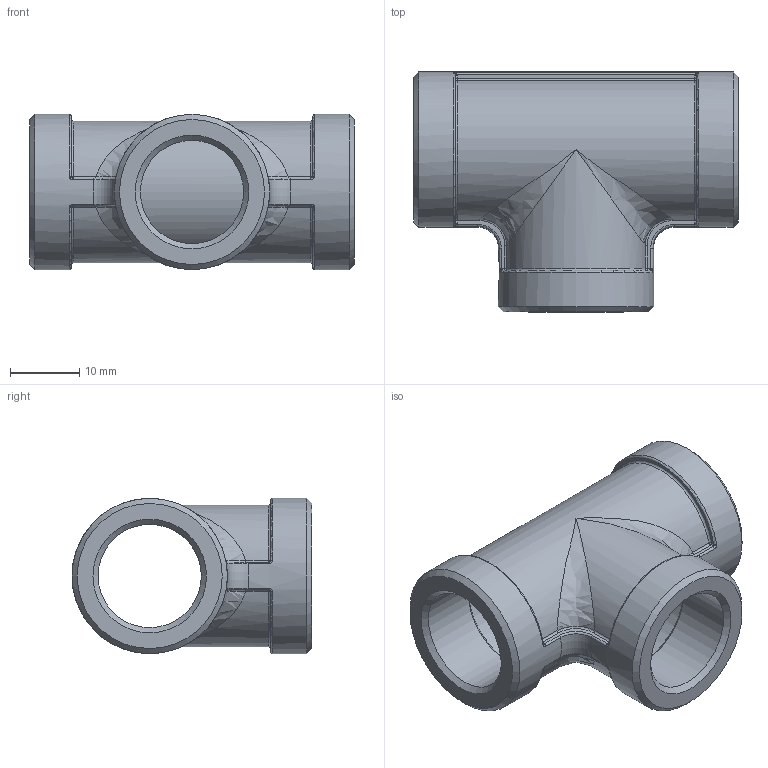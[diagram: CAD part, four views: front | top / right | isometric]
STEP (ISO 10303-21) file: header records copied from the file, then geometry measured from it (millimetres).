
FILE_DESCRIPTION(/* description */ (''),/* implementation_level */ '2;1');
FILE_NAME(/* name */ 'KI-307-010 Aschl.stp',/* time_stamp */ '2016-05-31T15:30:44+02:00',/* author */ ('hochmair'),/* organization */ (''),/* preprocessor_version */ 'ST-DEVELOPER v15.6',/* originating_system */ 'Autodesk Inventor 2015',/* authorisation */ '');
FILE_SCHEMA (('AUTOMOTIVE_DESIGN { 1 0 10303 214 3 1 1 }'));
Length unit declared in the file: millimetre
Products named in the file (1): TB22382180
Bounding box: 47 x 34.75 x 22.5 mm (x, y, z)
Volume: 8941.9 mm3; surface area: 8137.7 mm2
Topology: 1 solids, 1 shells, 133 faces, 318 edges, 180 vertices
Faces by surface type: cylinder 44, bspline 32, torus 18, plane 18, sphere 12, cone 9
Full cylindrical faces by diameter (mm): 14.95 x3, 17.5 x2, 22.5 x2
Entity records: 4748 total; most frequent: CARTESIAN_POINT 1910, DIRECTION 582, ORIENTED_EDGE 572, EDGE_CURVE 286, AXIS2_PLACEMENT_3D 259, VERTEX_POINT 176, EDGE_LOOP 156, CIRCLE 137
